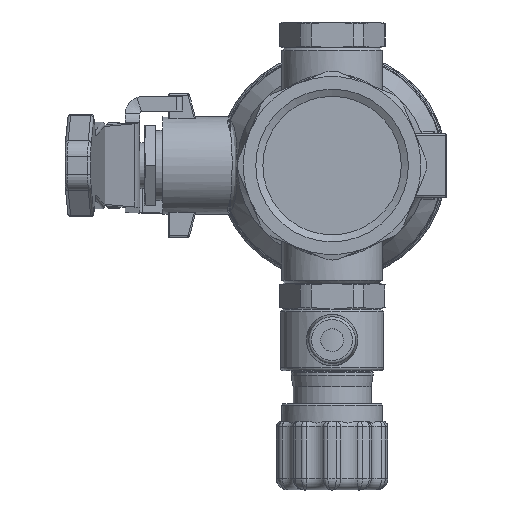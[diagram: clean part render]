
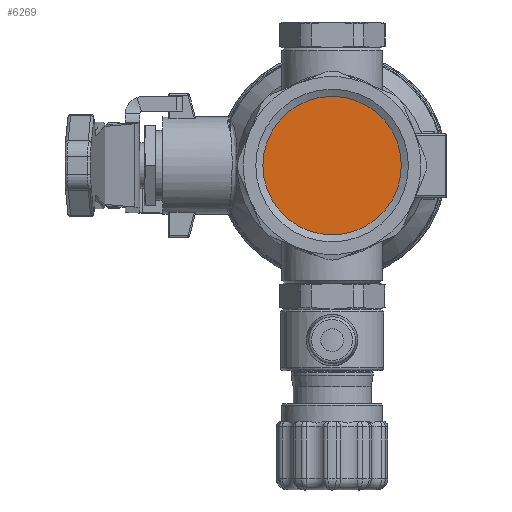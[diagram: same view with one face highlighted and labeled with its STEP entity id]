
A CAD part, left-side view. The second image highlights one B-rep face of the part: STEP entity #6269.
In plain terms, the highlighted planar face has unit normal (-1, 0, 0).
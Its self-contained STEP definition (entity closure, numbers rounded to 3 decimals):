
#6269 = ADVANCED_FACE ( 'NONE', ( #15867 ), #9955, .T. ) ;
#6966 = CARTESIAN_POINT ( 'NONE',  ( -36.98, 0., 0. ) ) ;
#7746 = AXIS2_PLACEMENT_3D ( 'NONE', #6966, #19349, #31729 ) ;
#9369 = CARTESIAN_POINT ( 'NONE',  ( -36.98, 12.058, 0. ) ) ;
#9550 = EDGE_CURVE ( 'NONE', #33506, #33506, #18775, .T. ) ;
#9955 = PLANE ( 'NONE',  #31239 ) ;
#15867 = FACE_OUTER_BOUND ( 'NONE', #16299, .T. ) ;
#16299 = EDGE_LOOP ( 'NONE', ( #38210 ) ) ;
#18775 = CIRCLE ( 'NONE', #7746, 12.059 ) ;
#19349 = DIRECTION ( 'NONE',  ( 1., 0., 0. ) ) ;
#28421 = DIRECTION ( 'NONE',  ( -1., 0., 0. ) ) ;
#31239 = AXIS2_PLACEMENT_3D ( 'NONE', #37524, #28421, #37313 ) ;
#31729 = DIRECTION ( 'NONE',  ( 0., 1., 0. ) ) ;
#33506 = VERTEX_POINT ( 'NONE', #9369 ) ;
#37313 = DIRECTION ( 'NONE',  ( 0., 1., 0. ) ) ;
#37524 = CARTESIAN_POINT ( 'NONE',  ( -36.98, 0., 0. ) ) ;
#38210 = ORIENTED_EDGE ( 'NONE', *, *, #9550, .F. ) ;
